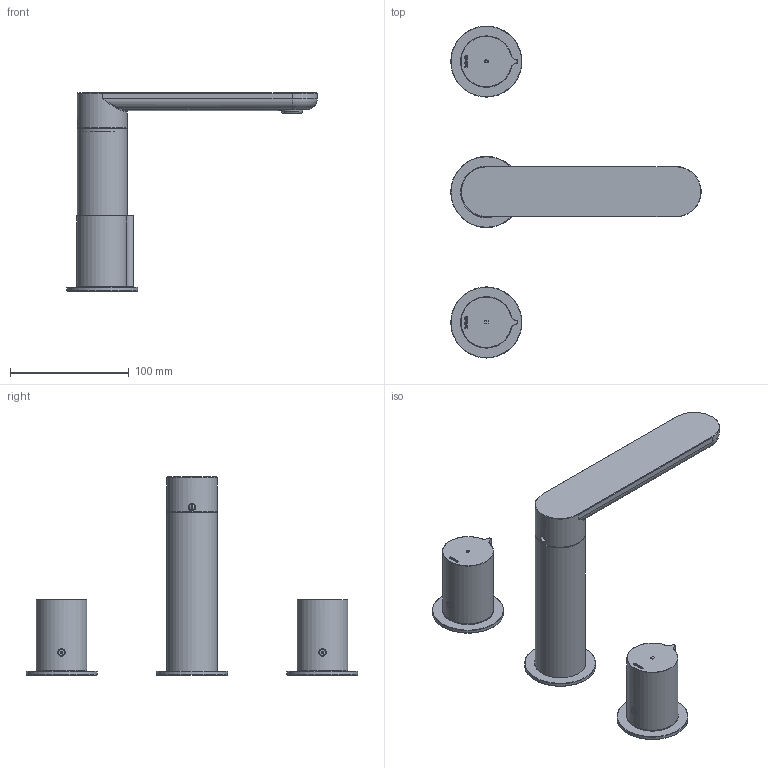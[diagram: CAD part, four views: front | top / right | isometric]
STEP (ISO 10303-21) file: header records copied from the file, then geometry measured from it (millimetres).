
FILE_DESCRIPTION(/* description */ ('Unknown'),/* implementation_level */ '2;1');
FILE_NAME(/* name */ 'GT033-00',/* time_stamp */ '2026-01-20T09:51:11+01:00',/* author */ ('Unknown'),/* organization */ ('Unknown'),/* preprocessor_version */ 'ST-DEVELOPER v20',/* originating_system */ 'Solid Edge',/* authorisation */ 'Unknown');
FILE_SCHEMA (('AUTOMOTIVE_DESIGN {1 0 10303 214 3 1 1}'));
Products named in the file (18): GT033-00; GT023-002_oa_0; GT023-02; GT004-11; GT004-02; GT033-002_oa_1; GT033-02; GT003-08; GT003-002_oa_2; gt003-002-1; gt003-002-2; gt003-002-3; gt003-002-4; GT033-01_oa_3; GT033-001_oa_4; GT033-03; GT033-01_oa_5; FKM14-07
Assembly tree (20 placements, depth 3):
  GT033-00
    GT023-002_oa_0
      GT023-02
    GT004-11
    GT004-02  x3
    GT033-002_oa_1
      GT033-02
      GT003-08
    GT003-002_oa_2
      gt003-002-1
      gt003-002-2
      gt003-002-3
      gt003-002-4
    GT033-01_oa_3
    GT033-001_oa_4
      GT033-03
      GT003-08
    GT033-01_oa_5
    FKM14-07
Bounding box: 211.2 x 280 x 167 mm (x, y, z)
Volume: 216084.1 mm3; surface area: 125368.4 mm2
Topology: 16 solids, 16 shells, 1414 faces, 3945 edges, 2576 vertices
Faces by surface type: plane 998, cylinder 172, bspline 95, torus 82, cone 57, sphere 10
Full cylindrical faces by diameter (mm): 1.8 x2, 2.5 x1, 3.242 x4, 5 x3, 5.5 x1, 6.3 x2, 7 x1, 7.5 x1, 10 x1, 15 x2, 15.8 x1, 16 x2, 18 x2, 18.4 x1, 20 x1, 21.8 x1, 22 x1, 22.7 x1, 22.917 x1, 24.3 x1, 25.5 x1, 26 x3, 28.3 x1, 29 x1, 31 x1, 32 x2, 33 x1, 37 x2, 38.4 x6, 39.8 x1
Entity records: 67070 total; most frequent: CARTESIAN_POINT 31120, ORIENTED_EDGE 7012, DIRECTION 6306, EDGE_CURVE 3506, LINE 2784, VECTOR 2784, VERTEX_POINT 2363, AXIS2_PLACEMENT_3D 1761
